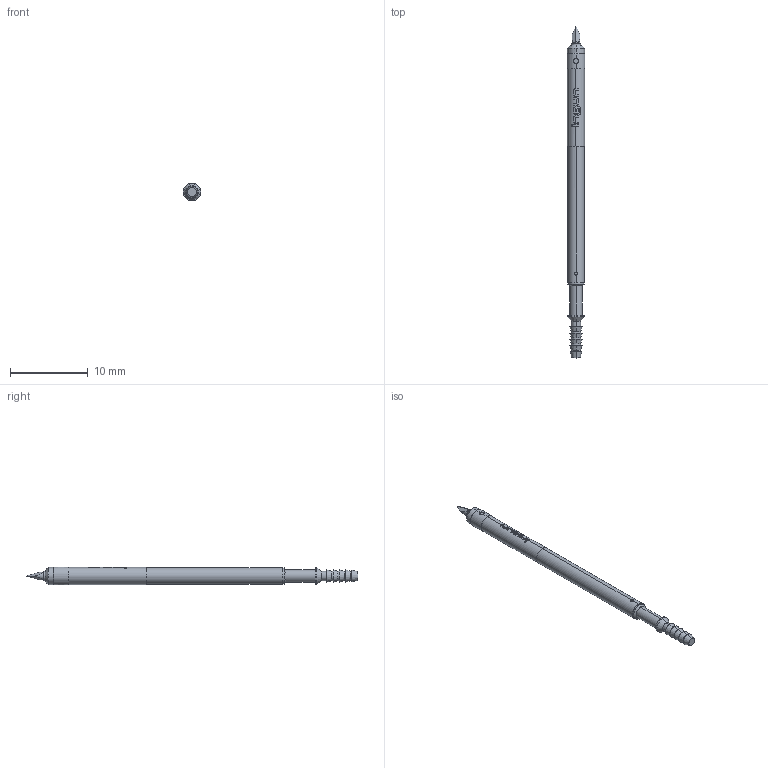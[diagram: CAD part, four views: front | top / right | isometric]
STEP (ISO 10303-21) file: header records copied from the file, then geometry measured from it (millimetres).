
FILE_DESCRIPTION (( 'STEP AP203' ), '1' );
FILE_NAME ('INGUN_PKS-220_291_100_N_xx02_B.STEP', '2022-03-03T13:35:04', ( 'ochi' ), ( '' ), 'SwSTEP 2.0', 'SolidWorks 2018', '' );
FILE_SCHEMA (( 'CONFIG_CONTROL_DESIGN' ));
Length unit declared in the file: millimetre
Products named in the file (1): INGUN_PKS-220_291_100_N_xx02_B
Bounding box: 2.3 x 42.7 x 2.3 mm (x, y, z)
Volume: 133.3 mm3; surface area: 272.6 mm2
Topology: 1 solids, 1 shells, 173 faces, 442 edges, 283 vertices
Faces by surface type: plane 60, cylinder 55, bspline 30, cone 20, torus 8
Entity records: 6824 total; most frequent: CARTESIAN_POINT 3086, ORIENTED_EDGE 884, DIRECTION 574, EDGE_CURVE 442, VERTEX_POINT 283, B_SPLINE_CURVE_WITH_KNOTS 254, AXIS2_PLACEMENT_3D 246, EDGE_LOOP 185
